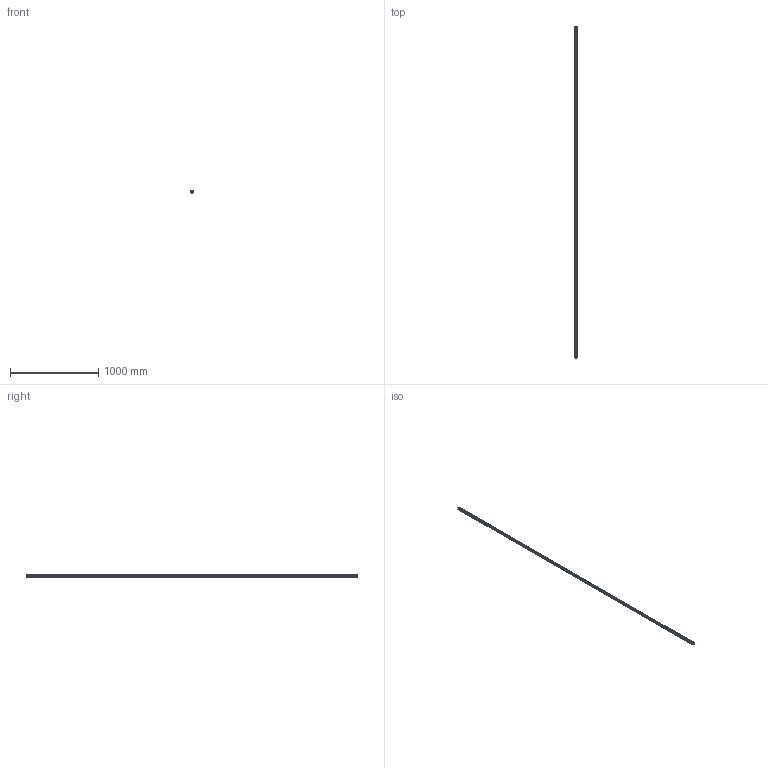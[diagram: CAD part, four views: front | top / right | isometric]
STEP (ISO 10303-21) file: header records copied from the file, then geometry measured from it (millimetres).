
FILE_DESCRIPTION(('STEP AP214'),'1');
FILE_NAME('cctmp_8DBEF94D-47E6-4014-BAAF-99B40CDA5CD6_2021_03_11_10_47_04_0635..stp','2021-03-11T09:47:05',('HIWIN GmbH'),('CADClick - www.CADClick.com'),'Spatial InterOp 3D',' ','unknown authorization');
FILE_SCHEMA(('AUTOMOTIVE_DESIGN'));
Length unit declared in the file: millimetre
Products named in the file (1): RGR25R3760H_FILE
Bounding box: 23 x 3760 x 23.6 mm (x, y, z)
Volume: 1508272.1 mm3; surface area: 466120.1 mm2
Topology: 1 solids, 1 shells, 1242 faces, 2583 edges, 1722 vertices
Faces by surface type: cylinder 768, plane 474
Entity records: 43723 total; most frequent: DIRECTION 6605, CARTESIAN_POINT 5548, ORIENTED_EDGE 5166, AXIS2_PLACEMENT_3D 2779, EDGE_CURVE 2583, VERTEX_POINT 1722, EDGE_LOOP 1621, CIRCLE 1536
